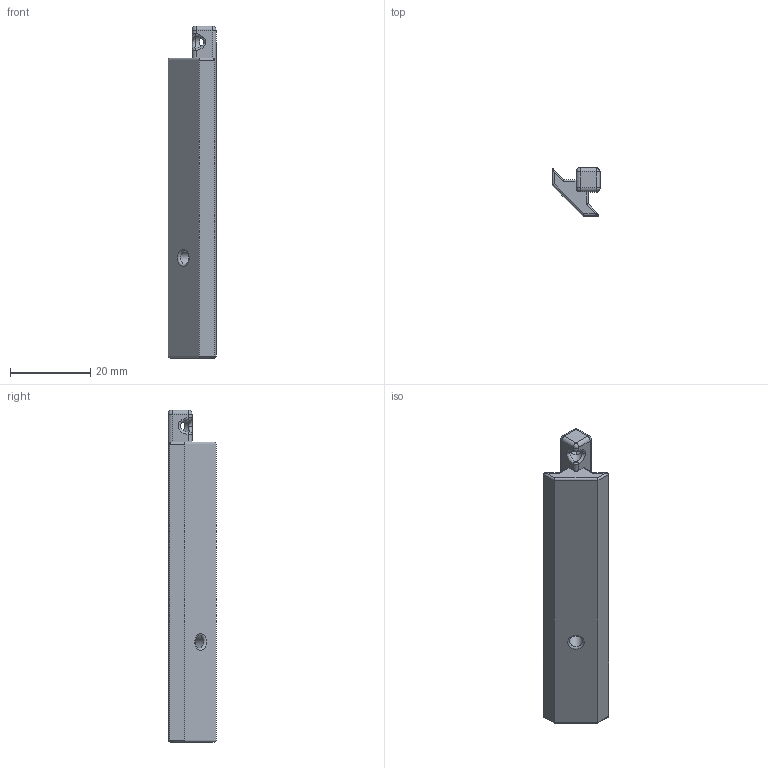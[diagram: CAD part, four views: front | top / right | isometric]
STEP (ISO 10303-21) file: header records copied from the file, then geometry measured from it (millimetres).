
FILE_DESCRIPTION(('STEP AP242'), '1');
FILE_NAME('item3dPrinterTermoboxPlankV2_3', '', ('UNSPECIFIED'), ('UNSPECIFIED'), 'C3D Converter', 'C3D Toolkit', '');
FILE_SCHEMA(('AP242_MANAGED_MODEL_BASED_3D_ENGINEERING_MIM_LF { 1 0 10303 442 1 1 4 }'));
Length unit declared in the file: millimetre
Bounding box: 12 x 12 x 83 mm (x, y, z)
Volume: 6534.3 mm3; surface area: 4160.9 mm2
Topology: 1 solids, 1 shells, 76 faces, 186 edges, 102 vertices
Faces by surface type: cylinder 32, plane 21, bspline 14, torus 5, sphere 4
Full cylindrical faces by diameter (mm): 3.2 x2
Entity records: 5561 total; most frequent: CARTESIAN_POINT 3947, ORIENTED_EDGE 348, DIRECTION 296, EDGE_CURVE 174, AXIS2_PLACEMENT_3D 105, VERTEX_POINT 102, LINE 86, VECTOR 86
